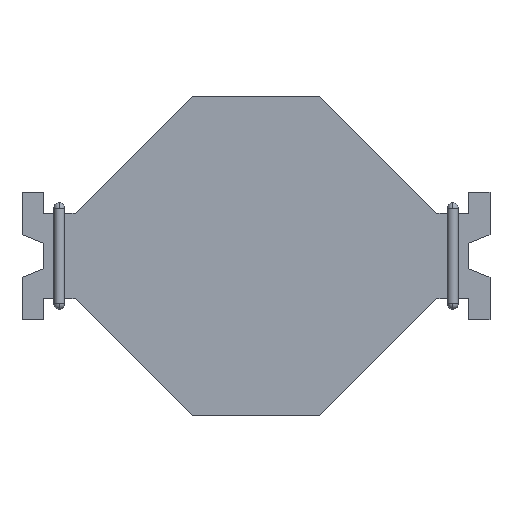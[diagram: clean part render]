
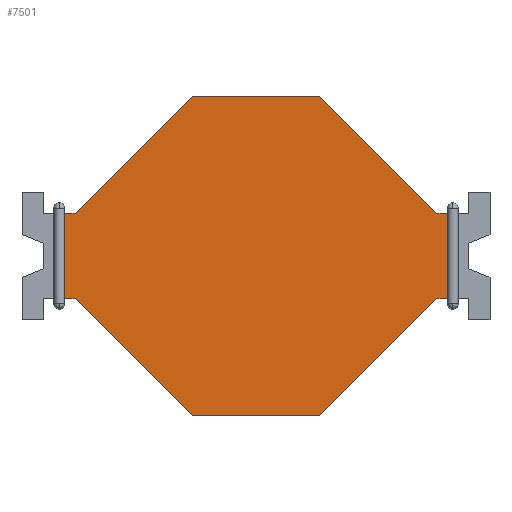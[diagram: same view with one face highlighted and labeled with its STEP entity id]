
A CAD part, front view. The second image highlights one B-rep face of the part: STEP entity #7501.
In plain terms, the highlighted planar face has unit normal (0, -1, 0).
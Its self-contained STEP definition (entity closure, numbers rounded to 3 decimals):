
#2333=DIRECTION('',(0.,0.,-1.));
#2334=VECTOR('',#2333,4.);
#2335=CARTESIAN_POINT('',(-9.,0.,2.));
#2336=LINE('',#2335,#2334);
#2337=DIRECTION('',(1.,0.,0.));
#2338=VECTOR('',#2337,0.5);
#2339=CARTESIAN_POINT('',(-9.,0.,2.));
#2340=LINE('',#2339,#2338);
#2341=DIRECTION('',(0.707,0.,0.707));
#2342=VECTOR('',#2341,7.778);
#2343=CARTESIAN_POINT('',(-8.5,0.,2.));
#2344=LINE('',#2343,#2342);
#2345=DIRECTION('',(1.,0.,0.));
#2346=VECTOR('',#2345,6.);
#2347=CARTESIAN_POINT('',(-3.,0.,7.5));
#2348=LINE('',#2347,#2346);
#2349=DIRECTION('',(0.707,0.,-0.707));
#2350=VECTOR('',#2349,7.778);
#2351=CARTESIAN_POINT('',(3.,0.,7.5));
#2352=LINE('',#2351,#2350);
#2353=DIRECTION('',(1.,0.,0.));
#2354=VECTOR('',#2353,0.5);
#2355=CARTESIAN_POINT('',(8.5,0.,2.));
#2356=LINE('',#2355,#2354);
#2357=DIRECTION('',(0.,0.,-1.));
#2358=VECTOR('',#2357,4.);
#2359=CARTESIAN_POINT('',(9.,0.,2.));
#2360=LINE('',#2359,#2358);
#2361=DIRECTION('',(-1.,0.,0.));
#2362=VECTOR('',#2361,0.5);
#2363=CARTESIAN_POINT('',(9.,0.,-2.));
#2364=LINE('',#2363,#2362);
#2365=DIRECTION('',(-0.707,0.,-0.707));
#2366=VECTOR('',#2365,7.778);
#2367=CARTESIAN_POINT('',(8.5,0.,-2.));
#2368=LINE('',#2367,#2366);
#2369=DIRECTION('',(-1.,0.,0.));
#2370=VECTOR('',#2369,6.);
#2371=CARTESIAN_POINT('',(3.,0.,-7.5));
#2372=LINE('',#2371,#2370);
#2373=DIRECTION('',(-0.707,0.,0.707));
#2374=VECTOR('',#2373,7.778);
#2375=CARTESIAN_POINT('',(-3.,0.,-7.5));
#2376=LINE('',#2375,#2374);
#2377=DIRECTION('',(-1.,0.,0.));
#2378=VECTOR('',#2377,0.5);
#2379=CARTESIAN_POINT('',(-8.5,0.,-2.));
#2380=LINE('',#2379,#2378);
#2867=CARTESIAN_POINT('',(8.5,0.,-2.));
#2868=CARTESIAN_POINT('',(3.,0.,-7.5));
#2869=VERTEX_POINT('',#2867);
#2870=VERTEX_POINT('',#2868);
#2871=CARTESIAN_POINT('',(-3.,0.,-7.5));
#2872=VERTEX_POINT('',#2871);
#2873=CARTESIAN_POINT('',(-8.5,0.,-2.));
#2874=VERTEX_POINT('',#2873);
#2895=CARTESIAN_POINT('',(-8.5,0.,2.));
#2896=CARTESIAN_POINT('',(-3.,0.,7.5));
#2897=VERTEX_POINT('',#2895);
#2898=VERTEX_POINT('',#2896);
#2899=CARTESIAN_POINT('',(3.,0.,7.5));
#2900=VERTEX_POINT('',#2899);
#2901=CARTESIAN_POINT('',(8.5,0.,2.));
#2902=VERTEX_POINT('',#2901);
#2981=CARTESIAN_POINT('',(9.,0.,2.));
#2982=CARTESIAN_POINT('',(9.,0.,-2.));
#2983=VERTEX_POINT('',#2981);
#2984=VERTEX_POINT('',#2982);
#2997=CARTESIAN_POINT('',(-9.,0.,2.));
#2998=CARTESIAN_POINT('',(-9.,0.,-2.));
#2999=VERTEX_POINT('',#2997);
#3000=VERTEX_POINT('',#2998);
#7474=CARTESIAN_POINT('',(0.,0.,0.));
#7475=DIRECTION('',(0.,1.,0.));
#7476=DIRECTION('',(1.,0.,0.));
#7477=AXIS2_PLACEMENT_3D('',#7474,#7475,#7476);
#7478=PLANE('',#7477);
#7480=ORIENTED_EDGE('',*,*,#7479,.F.);
#7482=ORIENTED_EDGE('',*,*,#7481,.T.);
#7484=ORIENTED_EDGE('',*,*,#7483,.T.);
#7486=ORIENTED_EDGE('',*,*,#7485,.T.);
#7488=ORIENTED_EDGE('',*,*,#7487,.T.);
#7489=ORIENTED_EDGE('',*,*,#7357,.T.);
#7490=ORIENTED_EDGE('',*,*,#7397,.T.);
#7491=ORIENTED_EDGE('',*,*,#7412,.T.);
#7492=ORIENTED_EDGE('',*,*,#7436,.T.);
#7494=ORIENTED_EDGE('',*,*,#7493,.T.);
#7496=ORIENTED_EDGE('',*,*,#7495,.T.);
#7498=ORIENTED_EDGE('',*,*,#7497,.T.);
#7499=EDGE_LOOP('',(#7480,#7482,#7484,#7486,#7488,#7489,#7490,#7491,#7492,#7494,
#7496,#7498));
#7500=FACE_OUTER_BOUND('',#7499,.F.);
#7357=EDGE_CURVE('',#2902,#2983,#2356,.T.);
#7397=EDGE_CURVE('',#2983,#2984,#2360,.T.);
#7412=EDGE_CURVE('',#2984,#2869,#2364,.T.);
#7436=EDGE_CURVE('',#2869,#2870,#2368,.T.);
#7479=EDGE_CURVE('',#2999,#3000,#2336,.T.);
#7481=EDGE_CURVE('',#2999,#2897,#2340,.T.);
#7483=EDGE_CURVE('',#2897,#2898,#2344,.T.);
#7485=EDGE_CURVE('',#2898,#2900,#2348,.T.);
#7487=EDGE_CURVE('',#2900,#2902,#2352,.T.);
#7493=EDGE_CURVE('',#2870,#2872,#2372,.T.);
#7495=EDGE_CURVE('',#2872,#2874,#2376,.T.);
#7497=EDGE_CURVE('',#2874,#3000,#2380,.T.);
#7501=ADVANCED_FACE('',(#7500),#7478,.F.);
